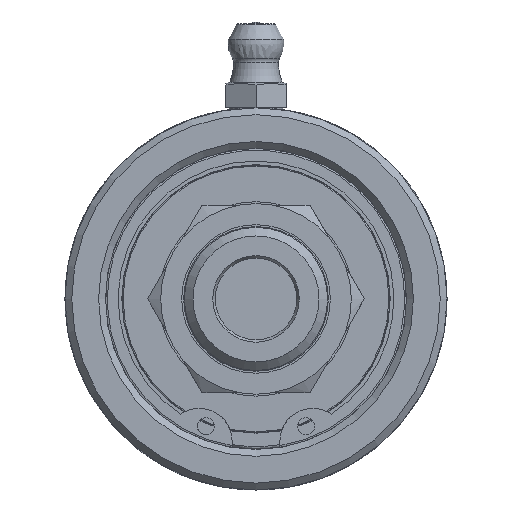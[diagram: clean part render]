
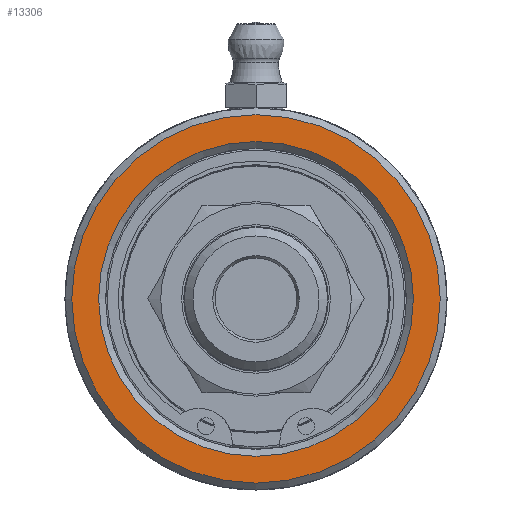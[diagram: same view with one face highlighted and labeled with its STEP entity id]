
A CAD part, left-side view. The second image highlights one B-rep face of the part: STEP entity #13306.
In plain terms, the highlighted planar face has unit normal (-1, 0, 0).
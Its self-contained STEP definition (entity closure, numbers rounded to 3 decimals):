
#653=PLANE('',#14377);
#743=FACE_BOUND('',#2258,.T.);
#1428=FACE_OUTER_BOUND('',#2257,.T.);
#2257=EDGE_LOOP('',(#11920));
#2258=EDGE_LOOP('',(#11921));
#4014=CIRCLE('',#14376,21.45);
#4015=CIRCLE('',#14378,18.325);
#6217=VERTEX_POINT('',#32004);
#6218=VERTEX_POINT('',#32008);
#8144=EDGE_CURVE('',#6217,#6217,#4014,.T.);
#8145=EDGE_CURVE('',#6218,#6218,#4015,.T.);
#11920=ORIENTED_EDGE('',*,*,#8144,.F.);
#11921=ORIENTED_EDGE('',*,*,#8145,.F.);
#13306=ADVANCED_FACE('',(#1428,#743),#653,.F.);
#14376=AXIS2_PLACEMENT_3D('',#32006,#17113,#17114);
#14377=AXIS2_PLACEMENT_3D('',#32007,#17115,#17116);
#14378=AXIS2_PLACEMENT_3D('',#32009,#17117,#17118);
#17113=DIRECTION('center_axis',(1.,0.,0.));
#17114=DIRECTION('ref_axis',(0.,0.,-1.));
#17115=DIRECTION('center_axis',(1.,0.,0.));
#17116=DIRECTION('ref_axis',(0.,0.,-1.));
#17117=DIRECTION('center_axis',(-1.,0.,0.));
#17118=DIRECTION('ref_axis',(0.,0.,-1.));
#32004=CARTESIAN_POINT('',(26.36,0.,21.45));
#32006=CARTESIAN_POINT('Origin',(26.36,0.,0.));
#32007=CARTESIAN_POINT('Origin',(26.36,0.,-22.25));
#32008=CARTESIAN_POINT('',(26.36,0.,18.325));
#32009=CARTESIAN_POINT('Origin',(26.36,0.,0.));
